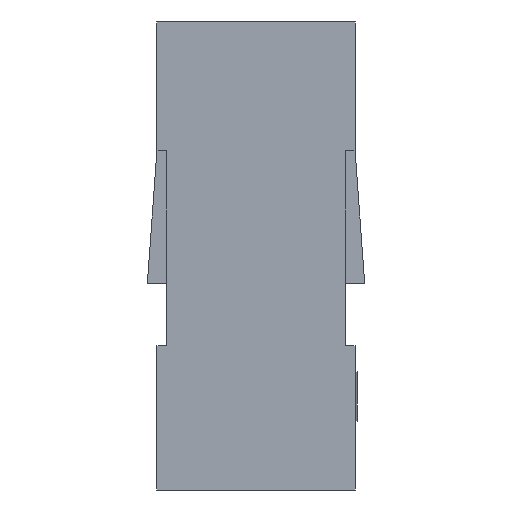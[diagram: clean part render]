
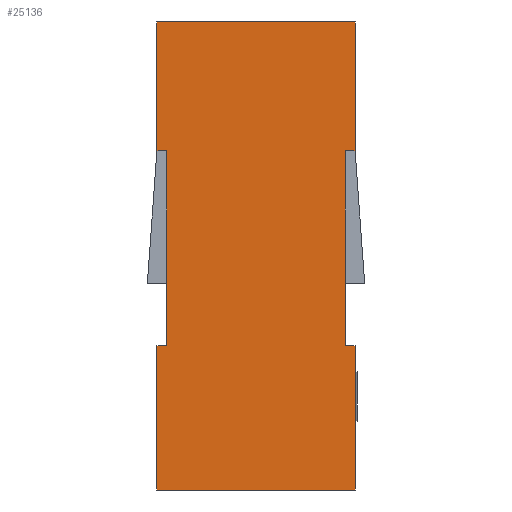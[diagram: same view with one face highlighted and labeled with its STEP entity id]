
A CAD part, left-side view. The second image highlights one B-rep face of the part: STEP entity #25136.
In plain terms, the highlighted planar face has unit normal (-1, 0, 0).
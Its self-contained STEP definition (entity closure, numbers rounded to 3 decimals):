
#756 = LINE ( 'NONE', #13037, #6909 ) ;
#1176 = VECTOR ( 'NONE', #5008, 1000. ) ;
#1902 = ORIENTED_EDGE ( 'NONE', *, *, #12300, .T. ) ;
#1998 = ORIENTED_EDGE ( 'NONE', *, *, #42059, .F. ) ;
#2069 = EDGE_CURVE ( 'NONE', #35107, #6138, #36116, .T. ) ;
#2260 = VECTOR ( 'NONE', #31501, 1000. ) ;
#3434 = EDGE_CURVE ( 'NONE', #13212, #12103, #38769, .T. ) ;
#4036 = CARTESIAN_POINT ( 'NONE',  ( -16.51, -1.27, 12. ) ) ;
#4316 = ORIENTED_EDGE ( 'NONE', *, *, #3434, .T. ) ;
#4496 = CARTESIAN_POINT ( 'NONE',  ( -16.51, 3.56, 8.7 ) ) ;
#4816 = VECTOR ( 'NONE', #18447, 1000. ) ;
#5008 = DIRECTION ( 'NONE',  ( 0., -1., 0. ) ) ;
#5620 = CARTESIAN_POINT ( 'NONE',  ( -16.51, 3.81, 3.7 ) ) ;
#5936 = CARTESIAN_POINT ( 'NONE',  ( -16.51, 3.81, 8.7 ) ) ;
#6100 = CARTESIAN_POINT ( 'NONE',  ( -16.51, 0., 0. ) ) ;
#6138 = VERTEX_POINT ( 'NONE', #5936 ) ;
#6740 = LINE ( 'NONE', #6100, #44886 ) ;
#6829 = CARTESIAN_POINT ( 'NONE',  ( -16.51, 3.81, 12. ) ) ;
#6909 = VECTOR ( 'NONE', #34144, 1000. ) ;
#7861 = DIRECTION ( 'NONE',  ( 0., 0., -1. ) ) ;
#8701 = VERTEX_POINT ( 'NONE', #35005 ) ;
#9384 = VERTEX_POINT ( 'NONE', #41975 ) ;
#9389 = EDGE_CURVE ( 'NONE', #37910, #30360, #42165, .T. ) ;
#9426 = ORIENTED_EDGE ( 'NONE', *, *, #35668, .F. ) ;
#10736 = LINE ( 'NONE', #45241, #25347 ) ;
#12103 = VERTEX_POINT ( 'NONE', #34918 ) ;
#12300 = EDGE_CURVE ( 'NONE', #19360, #6138, #38157, .T. ) ;
#12310 = DIRECTION ( 'NONE',  ( 0., 1., 0. ) ) ;
#12455 = VECTOR ( 'NONE', #12310, 1000. ) ;
#12505 = CARTESIAN_POINT ( 'NONE',  ( -16.51, -1.27, 12. ) ) ;
#12666 = CARTESIAN_POINT ( 'NONE',  ( -16.51, 3.56, 8.7 ) ) ;
#12721 = CARTESIAN_POINT ( 'NONE',  ( -16.51, 0., 12. ) ) ;
#12761 = ORIENTED_EDGE ( 'NONE', *, *, #44544, .T. ) ;
#13037 = CARTESIAN_POINT ( 'NONE',  ( -16.51, 4.588, 3.7 ) ) ;
#13212 = VERTEX_POINT ( 'NONE', #5620 ) ;
#13291 = DIRECTION ( 'NONE',  ( 0., -1., 0. ) ) ;
#14741 = EDGE_LOOP ( 'NONE', ( #31774, #37046, #18224, #26659, #1902, #44491, #9426, #12761, #4316, #46488, #21482, #1998 ) ) ;
#15167 = VECTOR ( 'NONE', #34929, 1000. ) ;
#15711 = LINE ( 'NONE', #33731, #1176 ) ;
#15784 = VECTOR ( 'NONE', #26982, 1000. ) ;
#16120 = DIRECTION ( 'NONE',  ( 0., 0., 1. ) ) ;
#18222 = EDGE_CURVE ( 'NONE', #12103, #39502, #6740, .T. ) ;
#18224 = ORIENTED_EDGE ( 'NONE', *, *, #25762, .F. ) ;
#18447 = DIRECTION ( 'NONE',  ( 0., 0., -1. ) ) ;
#19077 = CARTESIAN_POINT ( 'NONE',  ( -16.51, -1.02, 8.7 ) ) ;
#19360 = VERTEX_POINT ( 'NONE', #44982 ) ;
#20199 = CARTESIAN_POINT ( 'NONE',  ( -16.51, 3.56, 3.7 ) ) ;
#20752 = CARTESIAN_POINT ( 'NONE',  ( -16.51, -1.02, 8.7 ) ) ;
#21097 = VECTOR ( 'NONE', #16120, 1000. ) ;
#21482 = ORIENTED_EDGE ( 'NONE', *, *, #44906, .F. ) ;
#21930 = LINE ( 'NONE', #12505, #15784 ) ;
#23160 = CARTESIAN_POINT ( 'NONE',  ( -16.51, -1.27, 8.7 ) ) ;
#23681 = DIRECTION ( 'NONE',  ( 1., 0., 0. ) ) ;
#25136 = ADVANCED_FACE ( 'NONE', ( #43714 ), #45344, .F. ) ;
#25347 = VECTOR ( 'NONE', #41672, 1000. ) ;
#25762 = EDGE_CURVE ( 'NONE', #8701, #42576, #45753, .T. ) ;
#26052 = CARTESIAN_POINT ( 'NONE',  ( -16.51, -1.02, 3.7 ) ) ;
#26659 = ORIENTED_EDGE ( 'NONE', *, *, #34586, .F. ) ;
#26982 = DIRECTION ( 'NONE',  ( 0., 0., -1. ) ) ;
#30360 = VERTEX_POINT ( 'NONE', #19077 ) ;
#31501 = DIRECTION ( 'NONE',  ( 0., 0., -1. ) ) ;
#31774 = ORIENTED_EDGE ( 'NONE', *, *, #9389, .T. ) ;
#33507 = VERTEX_POINT ( 'NONE', #20199 ) ;
#33731 = CARTESIAN_POINT ( 'NONE',  ( -16.51, 0., 12. ) ) ;
#34144 = DIRECTION ( 'NONE',  ( 0., -1., 0. ) ) ;
#34435 = DIRECTION ( 'NONE',  ( 0., 1., 0. ) ) ;
#34586 = EDGE_CURVE ( 'NONE', #19360, #8701, #15711, .T. ) ;
#34918 = CARTESIAN_POINT ( 'NONE',  ( -16.51, 3.81, 0. ) ) ;
#34929 = DIRECTION ( 'NONE',  ( 0., 0., 1. ) ) ;
#35005 = CARTESIAN_POINT ( 'NONE',  ( -16.51, -1.27, 12. ) ) ;
#35107 = VERTEX_POINT ( 'NONE', #4496 ) ;
#35668 = EDGE_CURVE ( 'NONE', #33507, #35107, #39127, .T. ) ;
#35886 = VECTOR ( 'NONE', #7861, 1000. ) ;
#36116 = LINE ( 'NONE', #44178, #12455 ) ;
#37046 = ORIENTED_EDGE ( 'NONE', *, *, #37315, .T. ) ;
#37315 = EDGE_CURVE ( 'NONE', #30360, #42576, #44401, .T. ) ;
#37499 = DIRECTION ( 'NONE',  ( 0., -1., 0. ) ) ;
#37910 = VERTEX_POINT ( 'NONE', #26052 ) ;
#38157 = LINE ( 'NONE', #43634, #35886 ) ;
#38769 = LINE ( 'NONE', #6829, #2260 ) ;
#39127 = LINE ( 'NONE', #12666, #21097 ) ;
#39305 = CARTESIAN_POINT ( 'NONE',  ( -16.51, -1.27, 0. ) ) ;
#39502 = VERTEX_POINT ( 'NONE', #39305 ) ;
#39988 = VECTOR ( 'NONE', #37499, 1000. ) ;
#41672 = DIRECTION ( 'NONE',  ( 0., 1., 0. ) ) ;
#41975 = CARTESIAN_POINT ( 'NONE',  ( -16.51, -1.27, 3.7 ) ) ;
#42059 = EDGE_CURVE ( 'NONE', #37910, #9384, #756, .T. ) ;
#42165 = LINE ( 'NONE', #20752, #15167 ) ;
#42576 = VERTEX_POINT ( 'NONE', #23160 ) ;
#43634 = CARTESIAN_POINT ( 'NONE',  ( -16.51, 3.81, 12. ) ) ;
#43714 = FACE_OUTER_BOUND ( 'NONE', #14741, .T. ) ;
#44178 = CARTESIAN_POINT ( 'NONE',  ( -16.51, -2.048, 8.7 ) ) ;
#44401 = LINE ( 'NONE', #44506, #39988 ) ;
#44491 = ORIENTED_EDGE ( 'NONE', *, *, #2069, .F. ) ;
#44506 = CARTESIAN_POINT ( 'NONE',  ( -16.51, 4.588, 8.7 ) ) ;
#44544 = EDGE_CURVE ( 'NONE', #33507, #13212, #10736, .T. ) ;
#44886 = VECTOR ( 'NONE', #13291, 1000. ) ;
#44906 = EDGE_CURVE ( 'NONE', #9384, #39502, #21930, .T. ) ;
#44982 = CARTESIAN_POINT ( 'NONE',  ( -16.51, 3.81, 12. ) ) ;
#45241 = CARTESIAN_POINT ( 'NONE',  ( -16.51, -2.048, 3.7 ) ) ;
#45344 = PLANE ( 'NONE',  #45782 ) ;
#45753 = LINE ( 'NONE', #4036, #4816 ) ;
#45782 = AXIS2_PLACEMENT_3D ( 'NONE', #12721, #23681, #34435 ) ;
#46488 = ORIENTED_EDGE ( 'NONE', *, *, #18222, .T. ) ;
